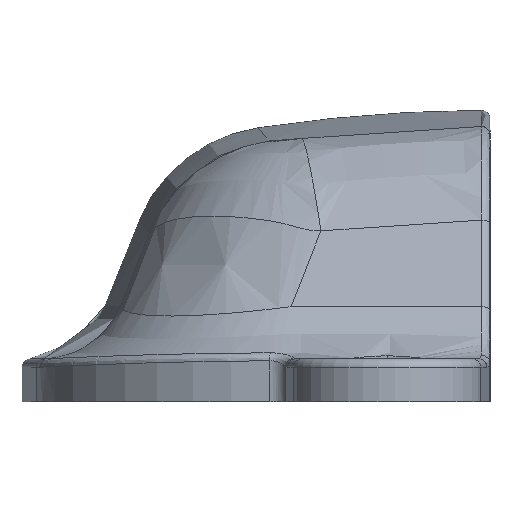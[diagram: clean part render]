
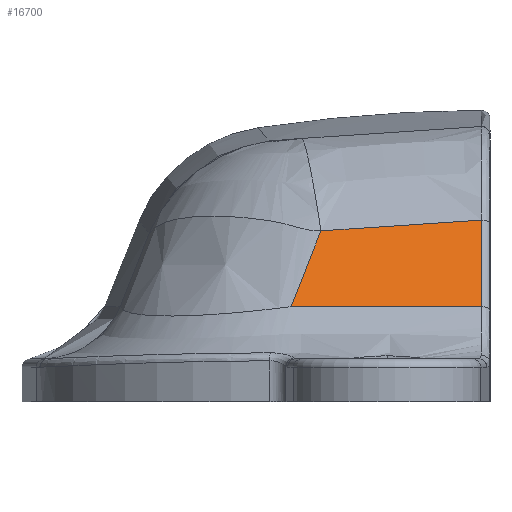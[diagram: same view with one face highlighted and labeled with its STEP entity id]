
A CAD part, left-side view. The second image highlights one B-rep face of the part: STEP entity #16700.
In plain terms, the highlighted planar face has unit normal (-0.92, 0, 0.391).
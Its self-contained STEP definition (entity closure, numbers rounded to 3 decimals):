
#8040=CARTESIAN_POINT('',(-34.331,9.861,
9.466));
#8050=VERTEX_POINT('',#8040);
#16000=CARTESIAN_POINT('',(-37.5,0.,2.));
#16010=DIRECTION('',(0.921,0.,-0.391));
#16020=DIRECTION('',(-0.391,0.,-0.921));
#16030=AXIS2_PLACEMENT_3D('',#16000,#16010,#16020);
#16040=PLANE('',#16030);
#16050=CARTESIAN_POINT('',(-36.207,11.602,
5.046));
#16060=CARTESIAN_POINT('',(-36.207,11.414,
5.046));
#16070=CARTESIAN_POINT('',(-36.207,11.241,
5.046));
#16080=CARTESIAN_POINT('',(-36.207,11.009,
5.046));
#16090=CARTESIAN_POINT('',(-36.207,10.98,
5.046));
#16100=CARTESIAN_POINT('',(-36.207,9.253,
5.046));
#16110=CARTESIAN_POINT('',(-36.207,7.556,
5.046));
#16120=CARTESIAN_POINT('',(-36.207,-33.522,
5.046));
#16130=CARTESIAN_POINT('',(-36.207,-72.903,
5.046));
#16140=CARTESIAN_POINT('',(-36.207,-112.284,
5.046));
#16150=B_SPLINE_CURVE_WITH_KNOTS('',3,(#16050,#16060,#16070,#16080,
#16090,#16100,#16110,#16120,#16130,#16140),.UNSPECIFIED.,.F.,.F.,(4,2,2,
2,4),(0.,0.643,0.733,5.823,
123.967),.UNSPECIFIED.);
#16160=CARTESIAN_POINT('',(-36.207,11.602,
5.046));
#16170=VERTEX_POINT('',#16160);
#16180=CARTESIAN_POINT('',(-36.207,0.5,5.046));
#16190=VERTEX_POINT('',#16180);
#16200=EDGE_CURVE('',#16170,#16190,#16150,.T.);
#16210=ORIENTED_EDGE('',*,*,#16200,.T.);
#16220=CARTESIAN_POINT('',(-41.493,16.461,
-7.408));
#16230=CARTESIAN_POINT('',(-41.284,16.27,
-6.914));
#16240=CARTESIAN_POINT('',(-41.074,16.079,
-6.421));
#16250=CARTESIAN_POINT('',(-39.114,14.286,
-1.802));
#16260=CARTESIAN_POINT('',(-37.364,12.675,
2.321));
#16270=CARTESIAN_POINT('',(-33.867,9.433,
10.559));
#16280=CARTESIAN_POINT('',(-32.12,7.801,
14.675));
#16290=CARTESIAN_POINT('',(-29.616,5.445,
20.574));
#16300=CARTESIAN_POINT('',(-28.858,4.73,
22.36));
#16310=CARTESIAN_POINT('',(-28.1,4.012,
24.145));
#16320=B_SPLINE_CURVE_WITH_KNOTS('',3,(#16220,#16230,#16240,#16250,
#16260,#16270,#16280,#16290,#16300,#16310),.UNSPECIFIED.,.F.,.F.,(4,2,2,
2,4),(98.377,100.088,114.389,
128.694,134.91),.UNSPECIFIED.);
#16330=EDGE_CURVE('',#16170,#8050,#16320,.T.);
#16340=ORIENTED_EDGE('',*,*,#16330,.F.);
#16350=CARTESIAN_POINT('',(-34.331,9.861,
9.466));
#16360=CARTESIAN_POINT('',(-34.315,9.567,
9.503));
#16370=CARTESIAN_POINT('',(-34.3,9.272,
9.539));
#16380=CARTESIAN_POINT('',(-34.269,8.655,
9.611));
#16390=CARTESIAN_POINT('',(-34.254,8.332,
9.647));
#16400=CARTESIAN_POINT('',(-34.208,7.277,
9.756));
#16410=CARTESIAN_POINT('',(-34.18,6.545,
9.822));
#16420=CARTESIAN_POINT('',(-34.133,5.078,
9.932));
#16430=CARTESIAN_POINT('',(-34.114,4.344,
9.977));
#16440=CARTESIAN_POINT('',(-34.085,2.874,
10.045));
#16450=CARTESIAN_POINT('',(-34.075,2.138,
10.069));
#16460=CARTESIAN_POINT('',(-34.064,0.665,
10.096));
#16470=CARTESIAN_POINT('',(-34.062,-0.071,
10.098));
#16480=CARTESIAN_POINT('',(-34.069,-1.544,
10.083));
#16490=CARTESIAN_POINT('',(-34.077,-2.28,
10.065));
#16500=CARTESIAN_POINT('',(-34.101,-3.751,
10.008));
#16510=CARTESIAN_POINT('',(-34.118,-4.486,
9.969));
#16520=CARTESIAN_POINT('',(-34.16,-5.955,
9.87));
#16530=CARTESIAN_POINT('',(-34.185,-6.688,
9.81));
#16540=CARTESIAN_POINT('',(-34.236,-7.94,
9.689));
#16550=CARTESIAN_POINT('',(-34.259,-8.458,
9.634));
#16560=CARTESIAN_POINT('',(-34.285,-8.976,
9.574));
#16570=B_SPLINE_CURVE_WITH_KNOTS('',3,(#16350,#16360,#16370,#16380,
#16390,#16400,#16410,#16420,#16430,#16440,#16450,#16460,#16470,#16480,
#16490,#16500,#16510,#16520,#16530,#16540,#16550,#16560),.UNSPECIFIED.,
.F.,.F.,(4,2,2,2,2,2,2,2,2,2,4),(0.,0.941,1.971,
4.302,6.634,8.966,11.299,
13.631,15.964,18.296,19.949),
.UNSPECIFIED.);
#16580=CARTESIAN_POINT('',(-34.065,0.5,10.093));
#16590=VERTEX_POINT('',#16580);
#16600=EDGE_CURVE('',#8050,#16590,#16570,.T.);
#16610=ORIENTED_EDGE('',*,*,#16600,.F.);
#16620=CARTESIAN_POINT('',(-36.207,0.5,5.046));
#16630=DIRECTION('',(0.391,0.,0.921));
#16640=VECTOR('',#16630,1.);
#16650=LINE('',#16620,#16640);
#16660=EDGE_CURVE('',#16190,#16590,#16650,.T.);
#16670=ORIENTED_EDGE('',*,*,#16660,.T.);
#16680=EDGE_LOOP('',(#16670,#16610,#16340,#16210));
#16690=FACE_OUTER_BOUND('',#16680,.T.);
#16700=ADVANCED_FACE('',(#16690),#16040,.F.);
